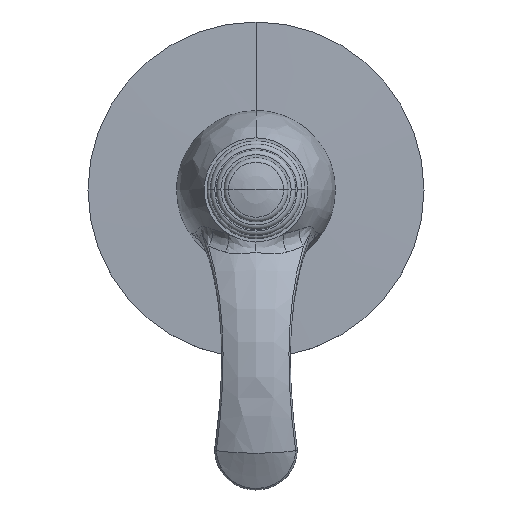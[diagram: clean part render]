
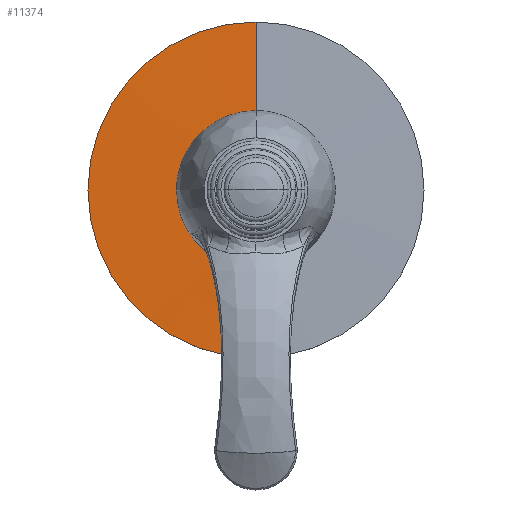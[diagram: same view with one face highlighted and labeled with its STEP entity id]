
A CAD part, top view. The second image highlights one B-rep face of the part: STEP entity #11374.
In plain terms, the highlighted conical face has half-angle 89 degrees and reference radius 40.275 mm.
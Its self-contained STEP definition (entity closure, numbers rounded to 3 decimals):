
#10827=DIRECTION('',(0.,-1.,0.017));
#10828=VECTOR('',#10827,29.455);
#10829=CARTESIAN_POINT('',(0.,55.,-3.018));
#10830=LINE('',#10829,#10828);
#10836=DIRECTION('',(0.,1.,0.017));
#10837=VECTOR('',#10836,29.455);
#10838=CARTESIAN_POINT('',(0.,-55.,-3.018));
#10839=LINE('',#10838,#10837);
#10840=CARTESIAN_POINT('',(0.,0.,-2.503));
#10841=DIRECTION('',(0.,0.,1.));
#10842=DIRECTION('',(0.,1.,0.));
#10843=AXIS2_PLACEMENT_3D('',#10840,#10841,#10842);
#10845=CARTESIAN_POINT('',(0.,0.,-3.018));
#10846=DIRECTION('',(0.,0.,-1.));
#10847=DIRECTION('',(0.,-1.,0.));
#10848=AXIS2_PLACEMENT_3D('',#10845,#10846,#10847);
#10885=CARTESIAN_POINT('',(0.,-55.,-3.018));
#10887=VERTEX_POINT('',#10885);
#10901=CARTESIAN_POINT('',(0.,55.,-3.018));
#10903=VERTEX_POINT('',#10901);
#10916=CARTESIAN_POINT('',(0.,25.55,-2.503));
#10917=CARTESIAN_POINT('',(0.,-25.55,
-2.503));
#10918=VERTEX_POINT('',#10916);
#10919=VERTEX_POINT('',#10917);
#11363=CARTESIAN_POINT('',(0.,0.,-2.761));
#11364=DIRECTION('',(0.,0.,-1.));
#11365=DIRECTION('',(0.,1.,0.));
#11366=AXIS2_PLACEMENT_3D('',#11363,#11364,#11365);
#11367=CONICAL_SURFACE('',#11366,40.275,89.);
#11368=ORIENTED_EDGE('',*,*,#10981,.T.);
#11369=ORIENTED_EDGE('',*,*,#11351,.F.);
#11370=ORIENTED_EDGE('',*,*,#11310,.T.);
#11371=ORIENTED_EDGE('',*,*,#11348,.T.);
#11372=EDGE_LOOP('',(#11368,#11369,#11370,#11371));
#11373=FACE_OUTER_BOUND('',#11372,.F.);
#11374=ADVANCED_FACE('',(#11373),#11367,.T.);
#10844=CIRCLE('',#10843,25.55);
#10849=CIRCLE('',#10848,55.);
#10981=EDGE_CURVE('',#10918,#10919,#10844,.T.);
#11310=EDGE_CURVE('',#10887,#10903,#10849,.T.);
#11348=EDGE_CURVE('',#10903,#10918,#10830,.T.);
#11351=EDGE_CURVE('',#10887,#10919,#10839,.T.);
